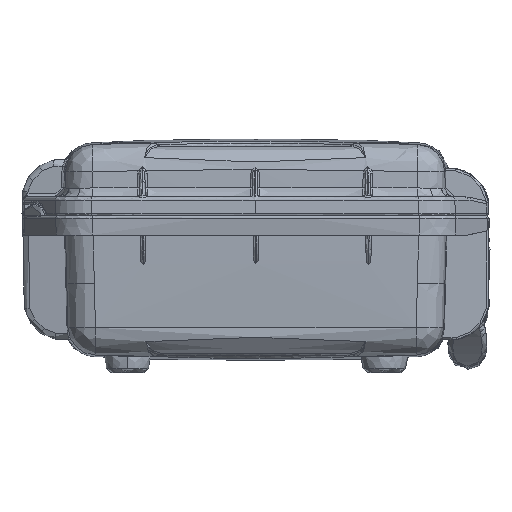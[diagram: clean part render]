
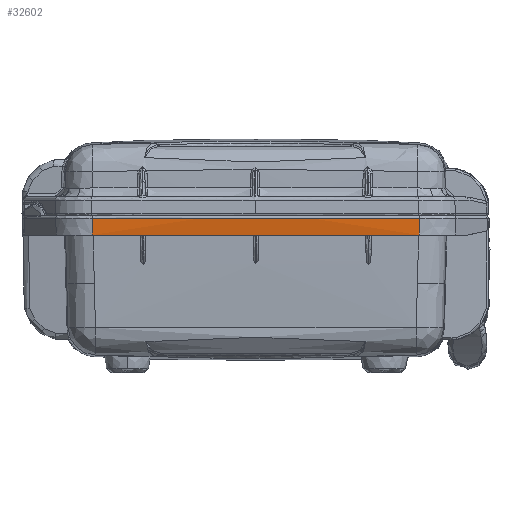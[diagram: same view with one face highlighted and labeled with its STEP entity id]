
A CAD part, left-side view. The second image highlights one B-rep face of the part: STEP entity #32602.
In plain terms, the highlighted conical face has half-angle 2 degrees and reference radius 3210 mm.
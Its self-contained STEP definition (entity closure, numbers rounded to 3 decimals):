
#945 = CARTESIAN_POINT ( 'NONE',  ( -147.512, -24.209, -8.5 ) ) ;
#5667 = DIRECTION ( 'NONE',  ( 0., 0., 1. ) ) ;
#5938 = CARTESIAN_POINT ( 'NONE',  ( -17567.719, 466.758, 499000. ) ) ;
#9878 = EDGE_CURVE ( 'NONE', #128027, #81184, #35671, .T. ) ;
#16238 = VECTOR ( 'NONE', #33084, 1000. ) ;
#20646 = AXIS2_PLACEMENT_3D ( 'NONE', #168035, #48029, #34939 ) ;
#21405 = B_SPLINE_CURVE_WITH_KNOTS ( 'NONE', 3,
 ( #67452, #26345, #945, #55169 ),
 .UNSPECIFIED., .F., .F.,
 ( 4, 4 ),
 ( 0., 1. ),
 .UNSPECIFIED. ) ;
#23508 = CIRCLE ( 'NONE', #20646, 3210. ) ;
#26345 = CARTESIAN_POINT ( 'NONE',  ( -147.512, 24.209, -8.5 ) ) ;
#26685 = VERTEX_POINT ( 'NONE', #35277 ) ;
#27341 = AXIS2_PLACEMENT_3D ( 'NONE', #33661, #5667, #98494 ) ;
#31315 = LINE ( 'NONE', #82145, #98160 ) ;
#32602 = ADVANCED_FACE ( 'NONE', ( #74801 ), #46800, .T. ) ;
#33084 = DIRECTION ( 'NONE',  ( 0.035, -0.001, -0.999 ) ) ;
#33661 = CARTESIAN_POINT ( 'NONE',  ( 3062.5, 0., -1. ) ) ;
#34939 = DIRECTION ( 'NONE',  ( -1., 0., 0. ) ) ;
#35277 = CARTESIAN_POINT ( 'NONE',  ( -146.417, -72.602, -8.5 ) ) ;
#35671 = LINE ( 'NONE', #5938, #16238 ) ;
#42460 = EDGE_CURVE ( 'NONE', #112815, #128027, #23508, .T. ) ;
#46800 = CONICAL_SURFACE ( 'NONE', #27341, 3210., 0.035 ) ;
#48029 = DIRECTION ( 'NONE',  ( 0., 0., -1. ) ) ;
#49956 = ORIENTED_EDGE ( 'NONE', *, *, #42460, .T. ) ;
#52393 = CARTESIAN_POINT ( 'NONE',  ( -146.417, 72.602, -8.5 ) ) ;
#55169 = CARTESIAN_POINT ( 'NONE',  ( -146.417, -72.602, -8.5 ) ) ;
#67452 = CARTESIAN_POINT ( 'NONE',  ( -146.417, 72.602, -8.5 ) ) ;
#74801 = FACE_OUTER_BOUND ( 'NONE', #106575, .T. ) ;
#78488 = ORIENTED_EDGE ( 'NONE', *, *, #155784, .T. ) ;
#81184 = VERTEX_POINT ( 'NONE', #52393 ) ;
#82145 = CARTESIAN_POINT ( 'NONE',  ( -17567.719, -466.758, 499000. ) ) ;
#93697 = ORIENTED_EDGE ( 'NONE', *, *, #9878, .T. ) ;
#98160 = VECTOR ( 'NONE', #111885, 1000. ) ;
#98494 = DIRECTION ( 'NONE',  ( 1., 0., 0. ) ) ;
#98566 = ORIENTED_EDGE ( 'NONE', *, *, #129709, .F. ) ;
#106575 = EDGE_LOOP ( 'NONE', ( #93697, #78488, #98566, #49956 ) ) ;
#111885 = DIRECTION ( 'NONE',  ( 0.035, 0.001, -0.999 ) ) ;
#112815 = VERTEX_POINT ( 'NONE', #162066 ) ;
#125404 = CARTESIAN_POINT ( 'NONE',  ( -146.679, 72.608, -1. ) ) ;
#128027 = VERTEX_POINT ( 'NONE', #125404 ) ;
#129709 = EDGE_CURVE ( 'NONE', #112815, #26685, #31315, .T. ) ;
#155784 = EDGE_CURVE ( 'NONE', #81184, #26685, #21405, .T. ) ;
#162066 = CARTESIAN_POINT ( 'NONE',  ( -146.679, -72.608, -1. ) ) ;
#168035 = CARTESIAN_POINT ( 'NONE',  ( 3062.5, 0., -1. ) ) ;
